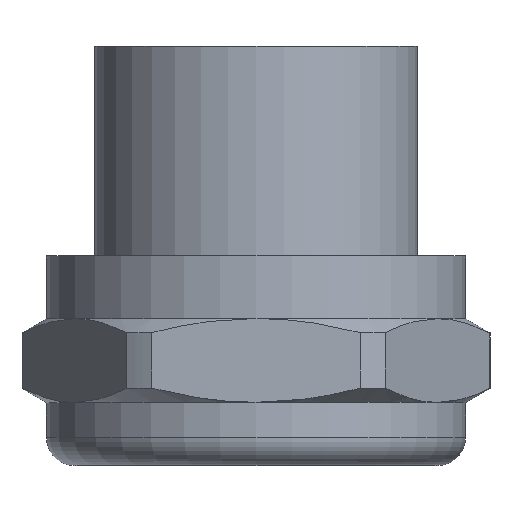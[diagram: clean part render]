
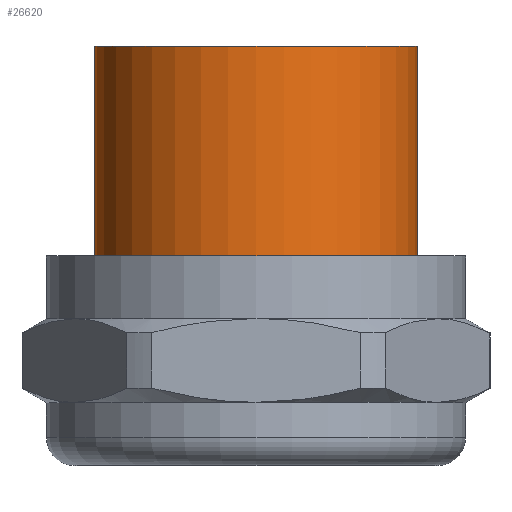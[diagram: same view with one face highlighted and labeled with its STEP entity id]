
A CAD part, top view. The second image highlights one B-rep face of the part: STEP entity #26620.
In plain terms, the highlighted cylindrical face has radius 11.55 mm (diameter 23.1 mm), a partial arc.
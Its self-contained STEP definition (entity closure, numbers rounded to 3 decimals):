
#23810=CARTESIAN_POINT('',(0.,0.,4.));
#23820=DIRECTION('',(0.,0.,-1.));
#23830=DIRECTION('',(-1.,0.,0.));
#23840=AXIS2_PLACEMENT_3D('',#23810,#23820,#23830);
#23850=CIRCLE('',#23840,11.55);
#23880=CARTESIAN_POINT('',(-11.55,0.,4.));
#23890=VERTEX_POINT('',#23880);
#23920=CARTESIAN_POINT('',(11.55,0.,4.));
#23930=VERTEX_POINT('',#23920);
#23940=EDGE_CURVE('',#23890,#23930,#23850,.T.);
#24190=CARTESIAN_POINT('',(11.55,0.,-6.));
#24200=DIRECTION('',(0.,0.,-1.));
#24210=VECTOR('',#24200,1.);
#24220=LINE('',#24190,#24210);
#24230=CARTESIAN_POINT('',(11.55,0.,-15.));
#24240=VERTEX_POINT('',#24230);
#24250=EDGE_CURVE('',#23930,#24240,#24220,.T.);
#24270=CARTESIAN_POINT('',(0.,0.,-15.));
#24280=DIRECTION('',(0.,0.,-1.));
#24290=DIRECTION('',(-1.,0.,0.));
#24300=AXIS2_PLACEMENT_3D('',#24270,#24280,#24290);
#24310=CIRCLE('',#24300,11.55);
#24360=CARTESIAN_POINT('',(-11.55,0.,-15.));
#24370=VERTEX_POINT('',#24360);
#24400=CARTESIAN_POINT('',(-11.55,0.,-6.));
#24410=DIRECTION('',(0.,0.,-1.));
#24420=VECTOR('',#24410,1.);
#24430=LINE('',#24400,#24420);
#24440=EDGE_CURVE('',#23890,#24370,#24430,.T.);
#24900=EDGE_CURVE('',#24370,#24240,#24310,.T.);
#26510=CARTESIAN_POINT('',(0.,0.,-6.));
#26520=DIRECTION('',(0.,0.,-1.));
#26530=DIRECTION('',(-1.,0.,0.));
#26540=AXIS2_PLACEMENT_3D('',#26510,#26520,#26530);
#26550=CYLINDRICAL_SURFACE('',#26540,11.55);
#26560=ORIENTED_EDGE('',*,*,#24900,.F.);
#26570=ORIENTED_EDGE('',*,*,#24250,.T.);
#26580=ORIENTED_EDGE('',*,*,#23940,.T.);
#26590=ORIENTED_EDGE('',*,*,#24440,.F.);
#26600=EDGE_LOOP('',(#26590,#26580,#26570,#26560));
#26610=FACE_OUTER_BOUND('',#26600,.T.);
#26620=ADVANCED_FACE('',(#26610),#26550,.T.);
